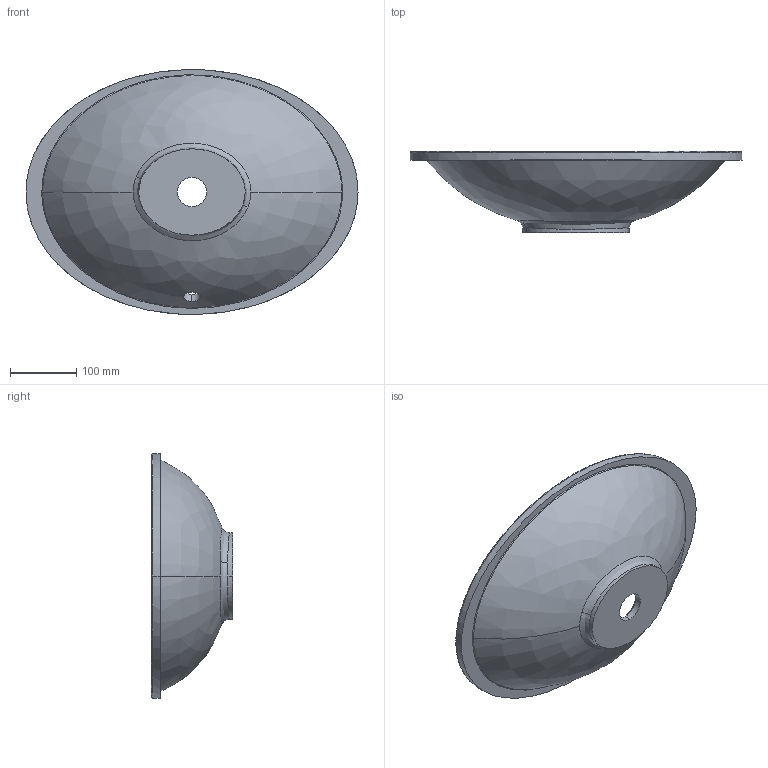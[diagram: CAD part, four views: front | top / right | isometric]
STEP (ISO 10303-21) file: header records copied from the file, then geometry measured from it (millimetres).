
FILE_DESCRIPTION (( 'STEP AP203' ), '1' );
FILE_NAME ('6229230510.step', '2020-12-18T12:34:43', ( 'admin' ), ( '' ), 'SwSTEP 2.0', 'SolidWorks 2019', '' );
FILE_SCHEMA (( 'CONFIG_CONTROL_DESIGN' ));
Length unit declared in the file: millimetre
Products named in the file (1): 6229230510
Bounding box: 500 x 122 x 368.8 mm (x, y, z)
Volume: 2490919.7 mm3; surface area: 383489.3 mm2
Topology: 1 solids, 1 shells, 25 faces, 65 edges, 43 vertices
Faces by surface type: bspline 16, cylinder 4, plane 3, cone 2
Entity records: 7788 total; most frequent: CARTESIAN_POINT 7224, ORIENTED_EDGE 130, EDGE_CURVE 65, DIRECTION 52, B_SPLINE_CURVE_WITH_KNOTS 43, VERTEX_POINT 43, EDGE_LOOP 30, ADVANCED_FACE 25
